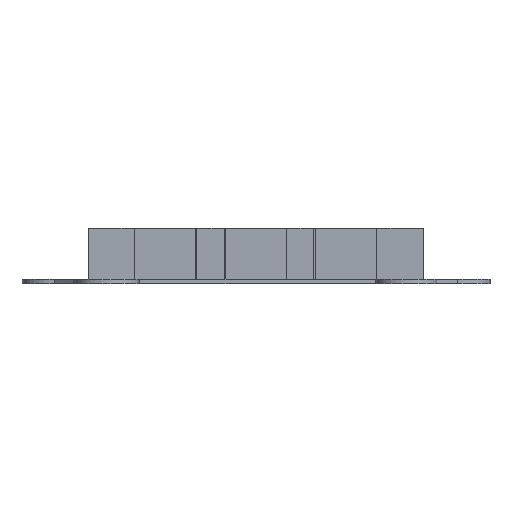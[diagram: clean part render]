
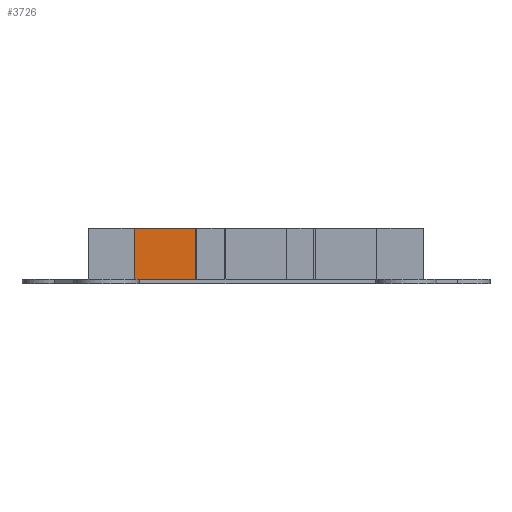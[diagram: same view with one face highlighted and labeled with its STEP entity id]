
A CAD part, front view. The second image highlights one B-rep face of the part: STEP entity #3726.
In plain terms, the highlighted planar face has unit normal (0, -1, 0).
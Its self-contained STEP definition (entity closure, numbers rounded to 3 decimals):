
#3701 = VERTEX_POINT('',#3702);
#3702 = CARTESIAN_POINT('',(2.995,-2.995,5.));
#3708 = EDGE_CURVE('',#3709,#3701,#3711,.T.);
#3709 = VERTEX_POINT('',#3710);
#3710 = CARTESIAN_POINT('',(2.995,-2.995,0.));
#3711 = LINE('',#3712,#3713);
#3712 = CARTESIAN_POINT('',(2.995,-2.995,0.));
#3713 = VECTOR('',#3714,1.);
#3714 = DIRECTION('',(0.,0.,1.));
#3726 = ADVANCED_FACE('',(#3727),#3752,.T.);
#3727 = FACE_BOUND('',#3728,.T.);
#3728 = EDGE_LOOP('',(#3729,#3730,#3738,#3746));
#3729 = ORIENTED_EDGE('',*,*,#3708,.T.);
#3730 = ORIENTED_EDGE('',*,*,#3731,.T.);
#3731 = EDGE_CURVE('',#3701,#3732,#3734,.T.);
#3732 = VERTEX_POINT('',#3733);
#3733 = CARTESIAN_POINT('',(-2.995,-2.995,5.));
#3734 = LINE('',#3735,#3736);
#3735 = CARTESIAN_POINT('',(2.995,-2.995,5.));
#3736 = VECTOR('',#3737,1.);
#3737 = DIRECTION('',(-1.,0.,0.));
#3738 = ORIENTED_EDGE('',*,*,#3739,.F.);
#3739 = EDGE_CURVE('',#3740,#3732,#3742,.T.);
#3740 = VERTEX_POINT('',#3741);
#3741 = CARTESIAN_POINT('',(-2.995,-2.995,0.));
#3742 = LINE('',#3743,#3744);
#3743 = CARTESIAN_POINT('',(-2.995,-2.995,0.));
#3744 = VECTOR('',#3745,1.);
#3745 = DIRECTION('',(0.,0.,1.));
#3746 = ORIENTED_EDGE('',*,*,#3747,.F.);
#3747 = EDGE_CURVE('',#3709,#3740,#3748,.T.);
#3748 = LINE('',#3749,#3750);
#3749 = CARTESIAN_POINT('',(2.995,-2.995,0.));
#3750 = VECTOR('',#3751,1.);
#3751 = DIRECTION('',(-1.,0.,0.));
#3752 = PLANE('',#3753);
#3753 = AXIS2_PLACEMENT_3D('',#3754,#3755,#3756);
#3754 = CARTESIAN_POINT('',(2.995,-2.995,0.));
#3755 = DIRECTION('',(0.,-1.,0.));
#3756 = DIRECTION('',(-1.,0.,0.));
